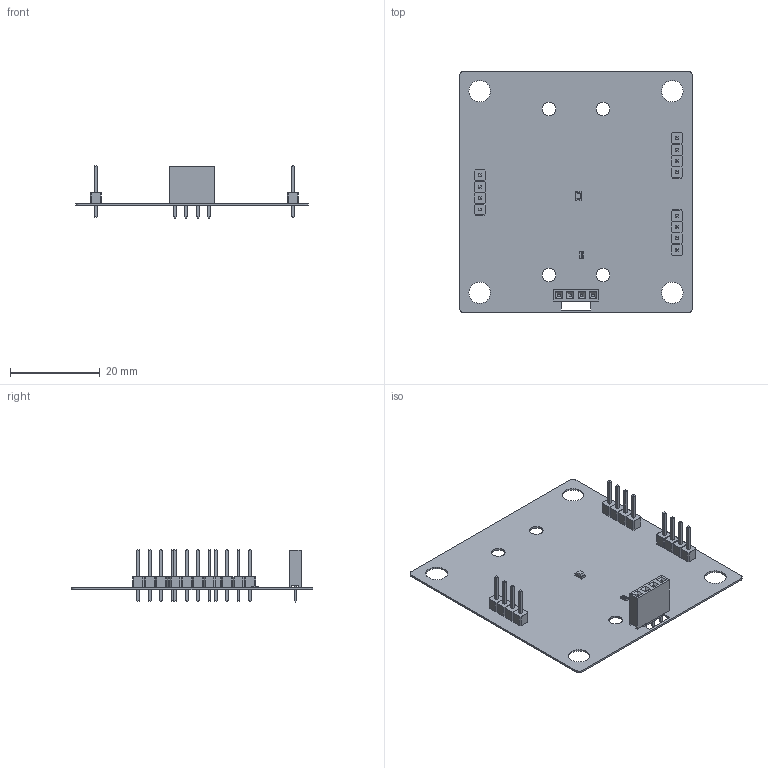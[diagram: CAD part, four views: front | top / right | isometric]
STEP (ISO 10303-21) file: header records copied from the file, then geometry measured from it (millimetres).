
FILE_DESCRIPTION(('Open CASCADE Model'),'2;1');
FILE_NAME('Open CASCADE Shape Model','2020-04-20T16:29:30',('Author'),( 'Open CASCADE'),'Open CASCADE STEP processor 6.8','Open CASCADE 6.8' ,'Unknown');
FILE_SCHEMA(('AUTOMOTIVE_DESIGN { 1 0 10303 214 1 1 1 1 }'));
Length unit declared in the file: millimetre
Products named in the file (15): PCB; Board; X4; PBS-04; X3; PLS-4; PLS-1; ïðÿìîé_øòûðü; îñíîâàíèå; X2; X1; VD1; LED_0805_-_BLUE; R1; chip_0603_r
Assembly tree (20 placements, depth 5):
  PCB
    Board
    X4
      PBS-04
    X3
      PLS-4
        PLS-1  x5
          ïðÿìîé_øòûðü
          îñíîâàíèå
    X2
      PLS-4
        PLS-1  x5
          ïðÿìîé_øòûðü
          îñíîâàíèå
    X1
      PLS-4
        PLS-1  x5
          ïðÿìîé_øòûðü
          îñíîâàíèå
    VD1
      LED_0805_-_BLUE
    R1
      chip_0603_r
Bounding box: 52 x 54 x 11.74 mm (x, y, z)
Volume: 1526.9 mm3; surface area: 7200.1 mm2
Topology: 40 solids, 40 shells, 971 faces, 2277 edges, 1370 vertices
Faces by surface type: plane 860, cylinder 62, bspline 49
Full cylindrical faces by diameter (mm): 1.1 x16, 3 x4, 4.8 x4
Entity records: 15236 total; most frequent: CARTESIAN_POINT 4952, ORIENTED_EDGE 1850, DIRECTION 1573, EDGE_CURVE 925, LINE 719, VECTOR 719, VERTEX_POINT 586, AXIS2_PLACEMENT_3D 427
